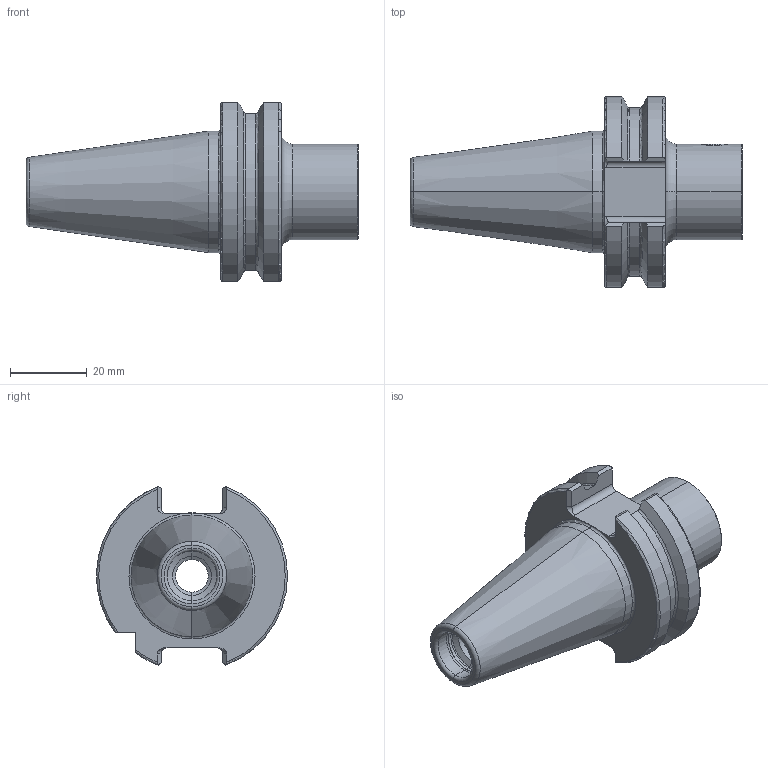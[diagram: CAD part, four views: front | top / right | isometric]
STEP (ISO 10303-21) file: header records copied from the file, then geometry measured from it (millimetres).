
FILE_DESCRIPTION (( 'STEP AP203' ), '1' );
FILE_NAME ('102.315.251.STEP', '2018-03-09T12:22:33', ( 'SWIAdmin' ), ( 'Hewlett-Packard Company' ), 'SwSTEP 2.0', 'SolidWorks 2017', '' );
FILE_SCHEMA (( 'CONFIG_CONTROL_DESIGN' ));
Length unit declared in the file: millimetre
Products named in the file (3): SK3-MB2.K01.039_C; MB2-ER1.001.008_A; 102.315.251
Assembly tree (2 placements, depth 2):
  102.315.251
    SK3-MB2.K01.039_C
    MB2-ER1.001.008_A
Bounding box: 86.75 x 49.94 x 46.69 mm (x, y, z)
Volume: 53802.7 mm3; surface area: 14285.1 mm2
Topology: 2 solids, 2 shells, 163 faces, 403 edges, 246 vertices
Faces by surface type: cylinder 50, plane 47, cone 38, torus 28
Entity records: 5443 total; most frequent: CARTESIAN_POINT 1341, DIRECTION 808, ORIENTED_EDGE 802, EDGE_CURVE 401, AXIS2_PLACEMENT_3D 321, VERTEX_POINT 246, EDGE_LOOP 171, VECTOR 166
